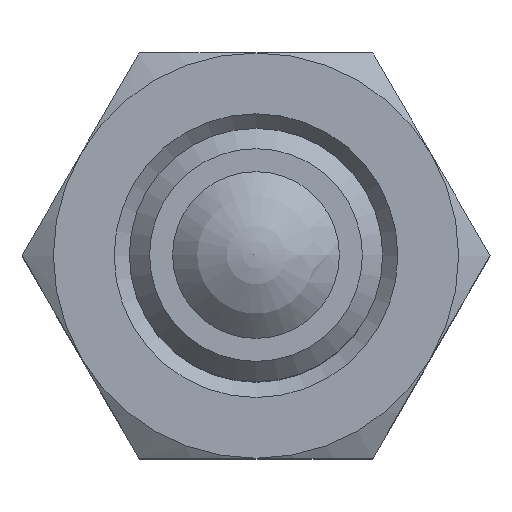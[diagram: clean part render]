
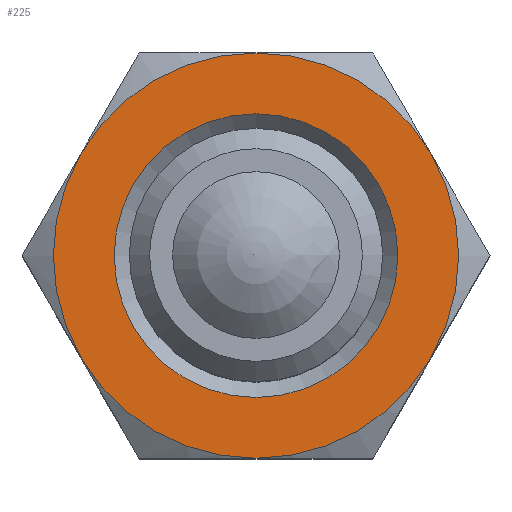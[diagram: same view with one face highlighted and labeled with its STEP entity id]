
A CAD part, top view. The second image highlights one B-rep face of the part: STEP entity #225.
In plain terms, the highlighted planar face has unit normal (0, 0, 1).
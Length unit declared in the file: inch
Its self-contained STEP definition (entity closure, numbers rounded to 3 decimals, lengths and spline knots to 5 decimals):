
#34 = ORIENTED_EDGE ( 'NONE', *, *, #268, .T. ) ;
#81 = AXIS2_PLACEMENT_3D ( 'NONE', #954, #796, #1200 ) ;
#98 = CARTESIAN_POINT ( 'NONE',  ( 0., 0., -0.27362 ) ) ;
#103 = CARTESIAN_POINT ( 'NONE',  ( 0.13638, 0.07874, -0.27362 ) ) ;
#123 = ORIENTED_EDGE ( 'NONE', *, *, #615, .T. ) ;
#171 = CARTESIAN_POINT ( 'NONE',  ( 0., 0., -0.27362 ) ) ;
#183 = AXIS2_PLACEMENT_3D ( 'NONE', #631, #981, #732 ) ;
#225 = ADVANCED_FACE ( 'NONE', ( #624, #1179 ), #387, .T. ) ;
#243 = ORIENTED_EDGE ( 'NONE', *, *, #1528, .T. ) ;
#250 = CIRCLE ( 'NONE', #81, 0.15748 ) ;
#268 = EDGE_CURVE ( 'NONE', #1384, #393, #300, .T. ) ;
#272 = DIRECTION ( 'NONE',  ( 0., 0., 1. ) ) ;
#286 = CIRCLE ( 'NONE', #989, 0.15748 ) ;
#296 = CIRCLE ( 'NONE', #417, 0.15748 ) ;
#300 = CIRCLE ( 'NONE', #397, 0.15748 ) ;
#333 = DIRECTION ( 'NONE',  ( 0., 0., 1. ) ) ;
#345 = EDGE_LOOP ( 'NONE', ( #34, #840, #735, #123, #243, #912 ) ) ;
#387 = PLANE ( 'NONE',  #183 ) ;
#393 = VERTEX_POINT ( 'NONE', #1286 ) ;
#397 = AXIS2_PLACEMENT_3D ( 'NONE', #171, #272, #1028 ) ;
#417 = AXIS2_PLACEMENT_3D ( 'NONE', #722, #1325, #1204 ) ;
#449 = DIRECTION ( 'NONE',  ( 0.5, 0.866, 0. ) ) ;
#457 = CARTESIAN_POINT ( 'NONE',  ( 0.13638, -0.07874, -0.27362 ) ) ;
#479 = CARTESIAN_POINT ( 'NONE',  ( -0.05512, -0.09547, -0.27362 ) ) ;
#527 = AXIS2_PLACEMENT_3D ( 'NONE', #1385, #629, #1504 ) ;
#553 = DIRECTION ( 'NONE',  ( 0., 0., -1. ) ) ;
#588 = VERTEX_POINT ( 'NONE', #103 ) ;
#606 = EDGE_CURVE ( 'NONE', #588, #1384, #286, .T. ) ;
#615 = EDGE_CURVE ( 'NONE', #1405, #1568, #250, .T. ) ;
#617 = CARTESIAN_POINT ( 'NONE',  ( 0., -0.15748, -0.27362 ) ) ;
#624 = FACE_BOUND ( 'NONE', #687, .T. ) ;
#629 = DIRECTION ( 'NONE',  ( 0., 0., 1. ) ) ;
#631 = CARTESIAN_POINT ( 'NONE',  ( -0.09092, 0.15748, -0.27362 ) ) ;
#687 = EDGE_LOOP ( 'NONE', ( #1588 ) ) ;
#722 = CARTESIAN_POINT ( 'NONE',  ( 0., 0., -0.27362 ) ) ;
#732 = DIRECTION ( 'NONE',  ( -0.5, -0.866, 0. ) ) ;
#735 = ORIENTED_EDGE ( 'NONE', *, *, #902, .T. ) ;
#796 = DIRECTION ( 'NONE',  ( 0., 0., 1. ) ) ;
#799 = AXIS2_PLACEMENT_3D ( 'NONE', #98, #824, #953 ) ;
#824 = DIRECTION ( 'NONE',  ( 0., 0., 1. ) ) ;
#840 = ORIENTED_EDGE ( 'NONE', *, *, #1120, .T. ) ;
#902 = EDGE_CURVE ( 'NONE', #1015, #1405, #1177, .T. ) ;
#912 = ORIENTED_EDGE ( 'NONE', *, *, #606, .T. ) ;
#928 = CARTESIAN_POINT ( 'NONE',  ( -0.13638, -0.07874, -0.27362 ) ) ;
#953 = DIRECTION ( 'NONE',  ( 0.5, 0.866, 0. ) ) ;
#954 = CARTESIAN_POINT ( 'NONE',  ( 0., 0., -0.27362 ) ) ;
#981 = DIRECTION ( 'NONE',  ( 0., 0., 1. ) ) ;
#988 = CARTESIAN_POINT ( 'NONE',  ( 0., 0.15748, -0.27362 ) ) ;
#989 = AXIS2_PLACEMENT_3D ( 'NONE', #1187, #333, #449 ) ;
#1015 = VERTEX_POINT ( 'NONE', #928 ) ;
#1028 = DIRECTION ( 'NONE',  ( 0.5, 0.866, 0. ) ) ;
#1045 = CARTESIAN_POINT ( 'NONE',  ( 0., 0., -0.27362 ) ) ;
#1120 = EDGE_CURVE ( 'NONE', #393, #1015, #296, .T. ) ;
#1155 = VERTEX_POINT ( 'NONE', #479 ) ;
#1177 = CIRCLE ( 'NONE', #527, 0.15748 ) ;
#1179 = FACE_OUTER_BOUND ( 'NONE', #345, .T. ) ;
#1186 = DIRECTION ( 'NONE',  ( -0.5, -0.866, 0. ) ) ;
#1187 = CARTESIAN_POINT ( 'NONE',  ( 0., 0., -0.27362 ) ) ;
#1200 = DIRECTION ( 'NONE',  ( 0.5, 0.866, 0. ) ) ;
#1204 = DIRECTION ( 'NONE',  ( 0.5, 0.866, 0. ) ) ;
#1286 = CARTESIAN_POINT ( 'NONE',  ( -0.13638, 0.07874, -0.27362 ) ) ;
#1308 = CIRCLE ( 'NONE', #799, 0.15748 ) ;
#1325 = DIRECTION ( 'NONE',  ( 0., 0., 1. ) ) ;
#1384 = VERTEX_POINT ( 'NONE', #988 ) ;
#1385 = CARTESIAN_POINT ( 'NONE',  ( 0., 0., -0.27362 ) ) ;
#1405 = VERTEX_POINT ( 'NONE', #617 ) ;
#1447 = EDGE_CURVE ( 'NONE', #1155, #1155, #1522, .T. ) ;
#1504 = DIRECTION ( 'NONE',  ( 0.5, 0.866, 0. ) ) ;
#1522 = CIRCLE ( 'NONE', #1555, 0.11024 ) ;
#1528 = EDGE_CURVE ( 'NONE', #1568, #588, #1308, .T. ) ;
#1555 = AXIS2_PLACEMENT_3D ( 'NONE', #1045, #553, #1186 ) ;
#1568 = VERTEX_POINT ( 'NONE', #457 ) ;
#1588 = ORIENTED_EDGE ( 'NONE', *, *, #1447, .T. ) ;
